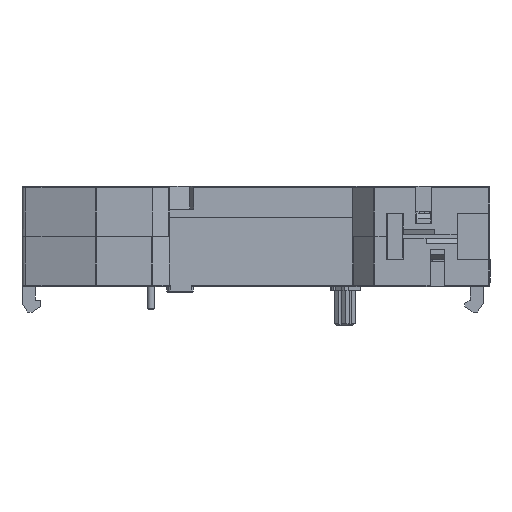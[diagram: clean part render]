
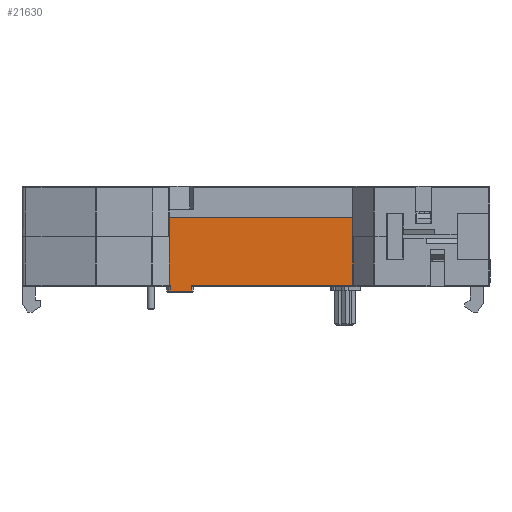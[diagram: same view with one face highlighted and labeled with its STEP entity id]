
A CAD part, front view. The second image highlights one B-rep face of the part: STEP entity #21630.
In plain terms, the highlighted planar face has unit normal (0, -1, 0).
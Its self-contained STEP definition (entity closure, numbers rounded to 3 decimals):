
#484 = VERTEX_POINT ( 'NONE', #31931 ) ;
#1827 = EDGE_CURVE ( 'NONE', #3031, #36589, #39002, .T. ) ;
#1904 = EDGE_LOOP ( 'NONE', ( #39006, #17352, #20508, #24877, #14239, #14129, #10777, #13786, #13631, #22935 ) ) ;
#2833 = AXIS2_PLACEMENT_3D ( 'NONE', #9062, #37898, #28570 ) ;
#2843 = DIRECTION ( 'NONE',  ( 0., 0., 1. ) ) ;
#3031 = VERTEX_POINT ( 'NONE', #39565 ) ;
#3502 = CARTESIAN_POINT ( 'NONE',  ( 17.7, -60.1, -15.3 ) ) ;
#3813 = CARTESIAN_POINT ( 'NONE',  ( -17.7, -60.1, -4.3 ) ) ;
#3932 = LINE ( 'NONE', #3502, #8481 ) ;
#4295 = LINE ( 'NONE', #32173, #36692 ) ;
#4600 = CARTESIAN_POINT ( 'NONE',  ( -10.793, -60.1, -17.3 ) ) ;
#4728 = DIRECTION ( 'NONE',  ( -1., 0., 0. ) ) ;
#4876 = CARTESIAN_POINT ( 'NONE',  ( 42.19, -60.1, -16.3 ) ) ;
#5038 = CARTESIAN_POINT ( 'NONE',  ( 17.7, -60.1, -17.3 ) ) ;
#5741 = DIRECTION ( 'NONE',  ( 1., 0., 0. ) ) ;
#7590 = EDGE_CURVE ( 'NONE', #10824, #3031, #12146, .T. ) ;
#7651 = CARTESIAN_POINT ( 'NONE',  ( -10.793, -60.1, -16.3 ) ) ;
#8223 = LINE ( 'NONE', #28810, #33065 ) ;
#8472 = LINE ( 'NONE', #12648, #10499 ) ;
#8481 = VECTOR ( 'NONE', #19480, 1000. ) ;
#9062 = CARTESIAN_POINT ( 'NONE',  ( 17.7, -60.1, -15.3 ) ) ;
#9157 = EDGE_CURVE ( 'NONE', #10144, #19583, #32335, .T. ) ;
#9485 = DIRECTION ( 'NONE',  ( 0., 0., 1. ) ) ;
#10144 = VERTEX_POINT ( 'NONE', #7651 ) ;
#10237 = LINE ( 'NONE', #32590, #35579 ) ;
#10417 = EDGE_CURVE ( 'NONE', #27013, #14077, #3932, .T. ) ;
#10499 = VECTOR ( 'NONE', #41624, 1000. ) ;
#10777 = ORIENTED_EDGE ( 'NONE', *, *, #7590, .F. ) ;
#10824 = VERTEX_POINT ( 'NONE', #21970 ) ;
#11302 = LINE ( 'NONE', #34001, #36104 ) ;
#12116 = EDGE_CURVE ( 'NONE', #14077, #10144, #4295, .T. ) ;
#12146 = LINE ( 'NONE', #4876, #26855 ) ;
#12648 = CARTESIAN_POINT ( 'NONE',  ( 17.7, -60.1, -15.3 ) ) ;
#13631 = ORIENTED_EDGE ( 'NONE', *, *, #30686, .F. ) ;
#13786 = ORIENTED_EDGE ( 'NONE', *, *, #16216, .F. ) ;
#14077 = VERTEX_POINT ( 'NONE', #17080 ) ;
#14079 = CARTESIAN_POINT ( 'NONE',  ( 17.7, -60.1, -4.3 ) ) ;
#14129 = ORIENTED_EDGE ( 'NONE', *, *, #1827, .F. ) ;
#14239 = ORIENTED_EDGE ( 'NONE', *, *, #16387, .F. ) ;
#15726 = DIRECTION ( 'NONE',  ( -1., 0., 0. ) ) ;
#16216 = EDGE_CURVE ( 'NONE', #484, #10824, #11302, .T. ) ;
#16387 = EDGE_CURVE ( 'NONE', #36589, #26989, #10237, .T. ) ;
#17061 = CARTESIAN_POINT ( 'NONE',  ( 17.7, -60.1, -7.65 ) ) ;
#17080 = CARTESIAN_POINT ( 'NONE',  ( 17.7, -60.1, -16.3 ) ) ;
#17104 = CARTESIAN_POINT ( 'NONE',  ( -10.793, -60.1, -19.678 ) ) ;
#17352 = ORIENTED_EDGE ( 'NONE', *, *, #10417, .F. ) ;
#19396 = VECTOR ( 'NONE', #37557, 1000. ) ;
#19480 = DIRECTION ( 'NONE',  ( 0., 0., -1. ) ) ;
#19583 = VERTEX_POINT ( 'NONE', #4600 ) ;
#20508 = ORIENTED_EDGE ( 'NONE', *, *, #35554, .F. ) ;
#21407 = LINE ( 'NONE', #5038, #19396 ) ;
#21630 = ADVANCED_FACE ( 'NONE', ( #25050 ), #34530, .F. ) ;
#21970 = CARTESIAN_POINT ( 'NONE',  ( -14.52, -60.1, -16.3 ) ) ;
#22935 = ORIENTED_EDGE ( 'NONE', *, *, #9157, .F. ) ;
#24469 = DIRECTION ( 'NONE',  ( 0., 0., 1. ) ) ;
#24674 = VECTOR ( 'NONE', #39750, 1000. ) ;
#24877 = ORIENTED_EDGE ( 'NONE', *, *, #29368, .F. ) ;
#25050 = FACE_OUTER_BOUND ( 'NONE', #1904, .T. ) ;
#26855 = VECTOR ( 'NONE', #4728, 1000. ) ;
#26930 = CARTESIAN_POINT ( 'NONE',  ( -17.7, -60.1, -7.65 ) ) ;
#26989 = VERTEX_POINT ( 'NONE', #3813 ) ;
#27013 = VERTEX_POINT ( 'NONE', #17061 ) ;
#28570 = DIRECTION ( 'NONE',  ( 0., 0., 1. ) ) ;
#28810 = CARTESIAN_POINT ( 'NONE',  ( 17.7, -60.1, -4.3 ) ) ;
#29368 = EDGE_CURVE ( 'NONE', #26989, #36777, #8223, .T. ) ;
#30686 = EDGE_CURVE ( 'NONE', #19583, #484, #21407, .T. ) ;
#31931 = CARTESIAN_POINT ( 'NONE',  ( -14.52, -60.1, -17.3 ) ) ;
#32173 = CARTESIAN_POINT ( 'NONE',  ( 42.19, -60.1, -16.3 ) ) ;
#32335 = LINE ( 'NONE', #17104, #24674 ) ;
#32590 = CARTESIAN_POINT ( 'NONE',  ( -17.7, -60.1, -15.3 ) ) ;
#33065 = VECTOR ( 'NONE', #5741, 1000. ) ;
#34001 = CARTESIAN_POINT ( 'NONE',  ( -14.52, -60.1, -19.662 ) ) ;
#34530 = PLANE ( 'NONE',  #2833 ) ;
#35554 = EDGE_CURVE ( 'NONE', #36777, #27013, #8472, .T. ) ;
#35579 = VECTOR ( 'NONE', #2843, 1000. ) ;
#36104 = VECTOR ( 'NONE', #24469, 1000. ) ;
#36589 = VERTEX_POINT ( 'NONE', #26930 ) ;
#36692 = VECTOR ( 'NONE', #15726, 1000. ) ;
#36777 = VERTEX_POINT ( 'NONE', #14079 ) ;
#37557 = DIRECTION ( 'NONE',  ( -1., 0., 0. ) ) ;
#37898 = DIRECTION ( 'NONE',  ( 0., 1., 0. ) ) ;
#38585 = CARTESIAN_POINT ( 'NONE',  ( -17.7, -60.1, -15.3 ) ) ;
#39002 = LINE ( 'NONE', #38585, #40022 ) ;
#39006 = ORIENTED_EDGE ( 'NONE', *, *, #12116, .F. ) ;
#39565 = CARTESIAN_POINT ( 'NONE',  ( -17.7, -60.1, -16.3 ) ) ;
#39750 = DIRECTION ( 'NONE',  ( 0., 0., -1. ) ) ;
#40022 = VECTOR ( 'NONE', #9485, 1000. ) ;
#41624 = DIRECTION ( 'NONE',  ( 0., 0., -1. ) ) ;
